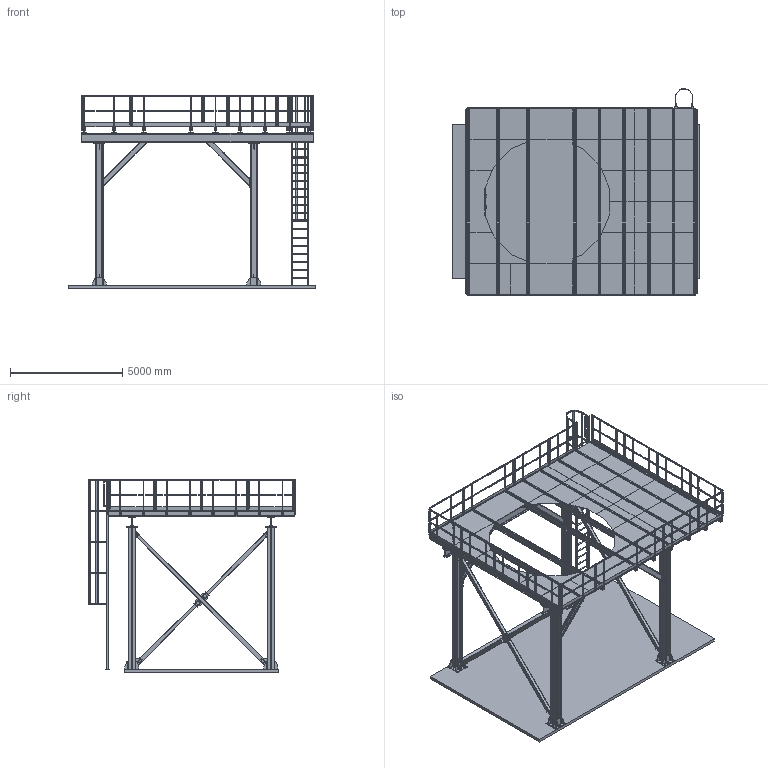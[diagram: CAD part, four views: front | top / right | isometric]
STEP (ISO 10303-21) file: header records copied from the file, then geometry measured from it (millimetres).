
FILE_DESCRIPTION(('FreeCAD Model'),'2;1');
FILE_NAME('Open CASCADE Shape Model','2025-05-09T04:34:19',('FreeCAD'),( 'FreeCAD'),'Open CASCADE STEP processor 7.6','FreeCAD','Unknown');
FILE_SCHEMA(('AUTOMOTIVE_DESIGN { 1 0 10303 214 1 1 1 1 }'));
Products named in the file (1): Open CASCADE STEP translator 7.6 1
Bounding box: 11024.81 x 9215.36 x 8652.41 mm (x, y, z)
Volume: 12465963423.2 mm3; surface area: 579611502.3 mm2
Topology: 450 solids, 450 shells, 6492 faces, 17112 edges, 11524 vertices
Faces by surface type: bspline 6492
Entity records: 196530 total; most frequent: CARTESIAN_POINT 94985, ORIENTED_EDGE 34224, EDGE_CURVE 17112, VERTEX_POINT 11524, B_SPLINE_CURVE_WITH_KNOTS 11080, FACE_BOUND 8274, EDGE_LOOP 8274, ADVANCED_FACE 6492
